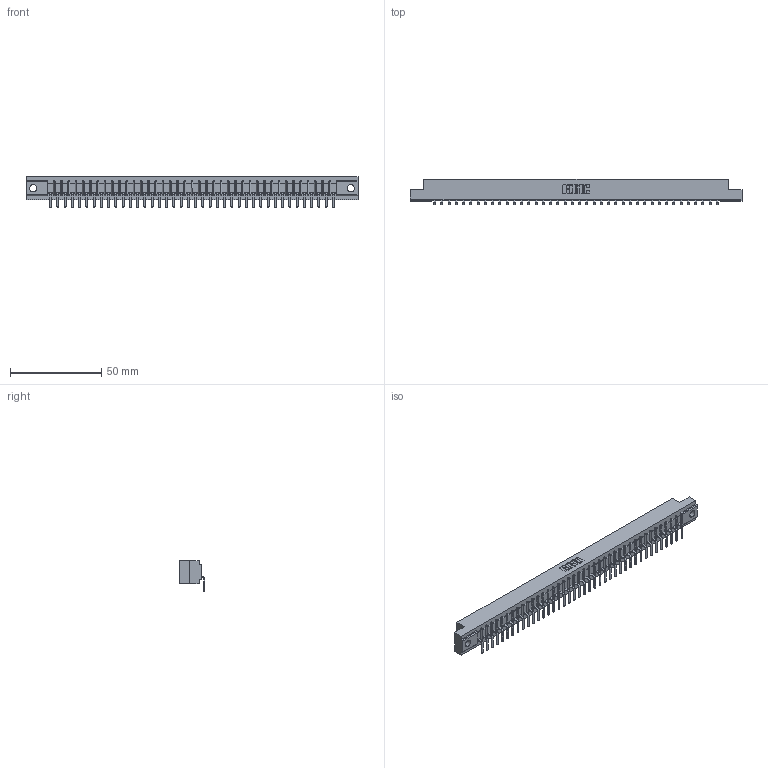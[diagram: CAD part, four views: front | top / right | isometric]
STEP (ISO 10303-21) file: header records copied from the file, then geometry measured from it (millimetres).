
FILE_DESCRIPTION (( 'STEP AP203' ), '1' );
FILE_NAME ('357-040-559-104.STEP', '2022-07-12T19:59:06', ( '' ), ( '' ), 'SwSTEP 2.0', 'SolidWorks 2020', '' );
FILE_SCHEMA (( 'CONFIG_CONTROL_DESIGN' ));
Length unit declared in the file: inch
Products named in the file (3): 307 Part_.156 Dia Mounting Holes; 357-040-559-104; 307-290-001_558 559 - 1 (Single)
Assembly tree (41 placements, depth 2):
  357-040-559-104
    307 Part_.156 Dia Mounting Holes
    307-290-001_558 559 - 1 (Single)  x40
Bounding box: 181.51 x 13.7 x 16.8 mm (x, y, z)
Volume: 18747.3 mm3; surface area: 19753.1 mm2
Topology: 41 solids, 41 shells, 2573 faces, 7319 edges, 4714 vertices
Faces by surface type: plane 1644, cylinder 847, sphere 82
Entity records: 35060 total; most frequent: CARTESIAN_POINT 5910, ORIENTED_EDGE 5894, DIRECTION 5741, EDGE_CURVE 2947, VECTOR 2267, LINE 2267, VERTEX_POINT 1906, AXIS2_PLACEMENT_3D 1737
